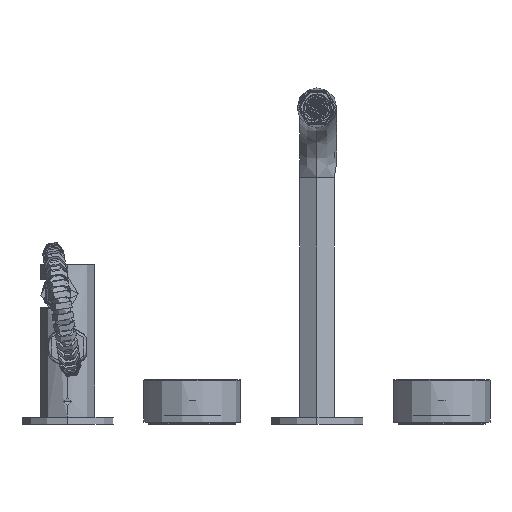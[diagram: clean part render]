
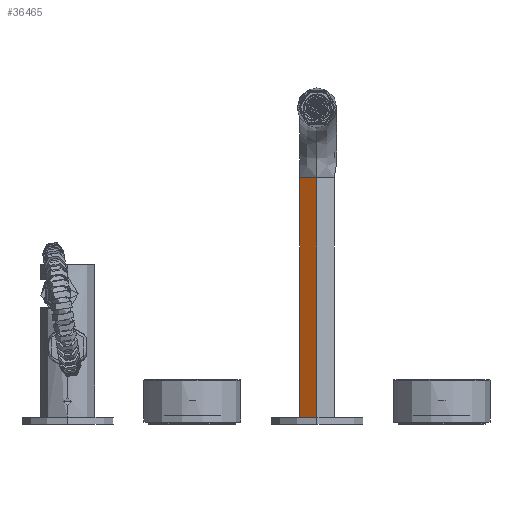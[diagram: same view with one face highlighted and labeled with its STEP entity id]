
A CAD part, front view. The second image highlights one B-rep face of the part: STEP entity #36465.
In plain terms, the highlighted cylindrical face has radius 12.7 mm (diameter 25.4 mm), a partial arc.
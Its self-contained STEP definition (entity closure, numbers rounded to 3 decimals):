
#1753 = CARTESIAN_POINT ( 'NONE',  ( -155., 54.3, 0. ) ) ;
#2309 = DIRECTION ( 'NONE',  ( 0., 0., -1. ) ) ;
#4844 = ORIENTED_EDGE ( 'NONE', *, *, #63382, .T. ) ;
#5833 = VERTEX_POINT ( 'NONE', #11345 ) ;
#6155 = DIRECTION ( 'NONE',  ( 0., 1., 0. ) ) ;
#7330 = DIRECTION ( 'NONE',  ( 1., 0., 0. ) ) ;
#7754 = EDGE_CURVE ( 'NONE', #5833, #42464, #32842, .T. ) ;
#8016 = ORIENTED_EDGE ( 'NONE', *, *, #7754, .F. ) ;
#11345 = CARTESIAN_POINT ( 'NONE',  ( -155., 54.3, 0. ) ) ;
#14272 = AXIS2_PLACEMENT_3D ( 'NONE', #72524, #37664, #2309 ) ;
#17117 = VECTOR ( 'NONE', #19569, 1000. ) ;
#18995 = VECTOR ( 'NONE', #47250, 1000. ) ;
#19569 = DIRECTION ( 'NONE',  ( 1., 0., 0. ) ) ;
#20373 = AXIS2_PLACEMENT_3D ( 'NONE', #41419, #23926, #6155 ) ;
#22657 = LINE ( 'NONE', #41457, #18995 ) ;
#23926 = DIRECTION ( 'NONE',  ( 1., 0., 0. ) ) ;
#25395 = CARTESIAN_POINT ( 'NONE',  ( 0., 79.7, 0. ) ) ;
#29327 = ORIENTED_EDGE ( 'NONE', *, *, #70867, .T. ) ;
#29679 = EDGE_LOOP ( 'NONE', ( #8016, #4844, #29327, #50813 ) ) ;
#32842 = LINE ( 'NONE', #1753, #17117 ) ;
#34669 = CARTESIAN_POINT ( 'NONE',  ( 0., 54.3, 0. ) ) ;
#36465 = ADVANCED_FACE ( 'NONE', ( #56231 ), #52569, .T. ) ;
#37664 = DIRECTION ( 'NONE',  ( 1., 0., 0. ) ) ;
#37981 = CIRCLE ( 'NONE', #14272, 12.7 ) ;
#39144 = VERTEX_POINT ( 'NONE', #25395 ) ;
#41419 = CARTESIAN_POINT ( 'NONE',  ( -155., 67., 0. ) ) ;
#41457 = CARTESIAN_POINT ( 'NONE',  ( -155., 79.7, 0. ) ) ;
#42464 = VERTEX_POINT ( 'NONE', #34669 ) ;
#42587 = CARTESIAN_POINT ( 'NONE',  ( -155., 67., 0. ) ) ;
#47250 = DIRECTION ( 'NONE',  ( 1., 0., 0. ) ) ;
#47316 = CARTESIAN_POINT ( 'NONE',  ( -155., 79.7, 0. ) ) ;
#48378 = DIRECTION ( 'NONE',  ( 0., 0., -1. ) ) ;
#50727 = EDGE_CURVE ( 'NONE', #42464, #39144, #37981, .T. ) ;
#50813 = ORIENTED_EDGE ( 'NONE', *, *, #50727, .F. ) ;
#52569 = CYLINDRICAL_SURFACE ( 'NONE', #20373, 12.7 ) ;
#56231 = FACE_OUTER_BOUND ( 'NONE', #29679, .T. ) ;
#58915 = VERTEX_POINT ( 'NONE', #47316 ) ;
#59167 = CIRCLE ( 'NONE', #69599, 12.7 ) ;
#63382 = EDGE_CURVE ( 'NONE', #5833, #58915, #59167, .T. ) ;
#69599 = AXIS2_PLACEMENT_3D ( 'NONE', #42587, #7330, #48378 ) ;
#70867 = EDGE_CURVE ( 'NONE', #58915, #39144, #22657, .T. ) ;
#72524 = CARTESIAN_POINT ( 'NONE',  ( 0., 67., 0. ) ) ;
